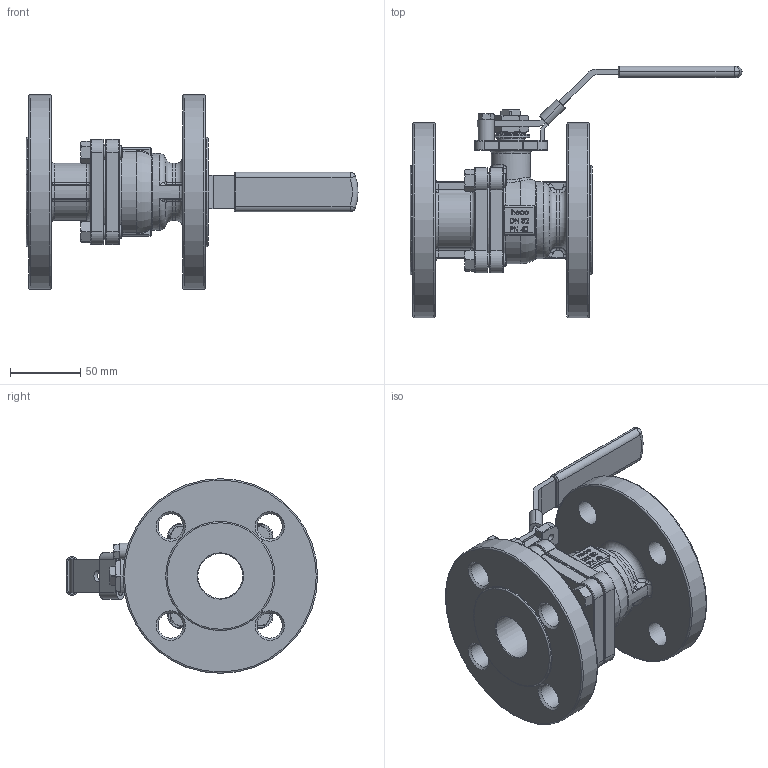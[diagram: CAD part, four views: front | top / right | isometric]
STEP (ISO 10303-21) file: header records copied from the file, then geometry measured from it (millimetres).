
FILE_DESCRIPTION (( 'STEP AP214' ), '1' );
FILE_NAME ('FK-114-000-4 Flanschkugelhahn heco step214.STEP', '2012-11-14T09:54:36', ( 'test' ), ( '' ), 'SwSTEP 2.0', 'SolidWorks 2011', '' );
FILE_SCHEMA (( 'AUTOMOTIVE_DESIGN' ));
Length unit declared in the file: millimetre
Products named in the file (1): FK-114-000-4 Flanschkugelhahn heco step214
Bounding box: 237 x 179.38 x 139 mm (x, y, z)
Volume: 698124 mm3; surface area: 137581.4 mm2
Topology: 1 solids, 1 shells, 974 faces, 2414 edges, 1477 vertices
Faces by surface type: plane 361, bspline 222, cylinder 193, torus 99, cone 73, sphere 26
Full cylindrical faces by diameter (mm): 5 x4, 8 x1, 9.53 x8, 11.4 x1, 18 x8, 19 x2, 28 x1, 32 x1, 55 x1, 68 x1, 78 x2, 139 x2
Entity records: 50690 total; most frequent: CARTESIAN_POINT 18774, ORIENTED_EDGE 4592, DIRECTION 3876, EDGE_CURVE 2296, VERTEX_POINT 1447, AXIS2_PLACEMENT_3D 1384, EDGE_LOOP 1137, VECTOR 1108
